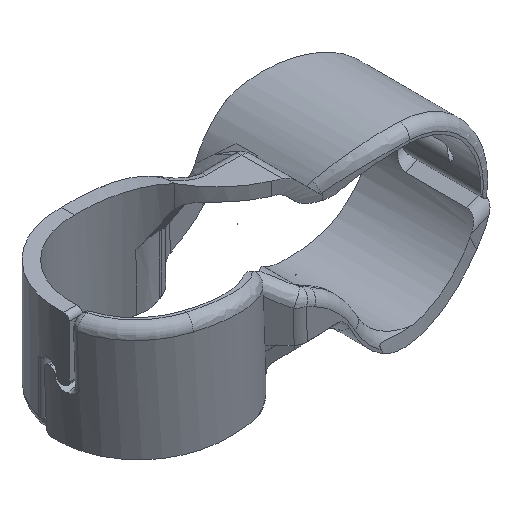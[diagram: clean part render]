
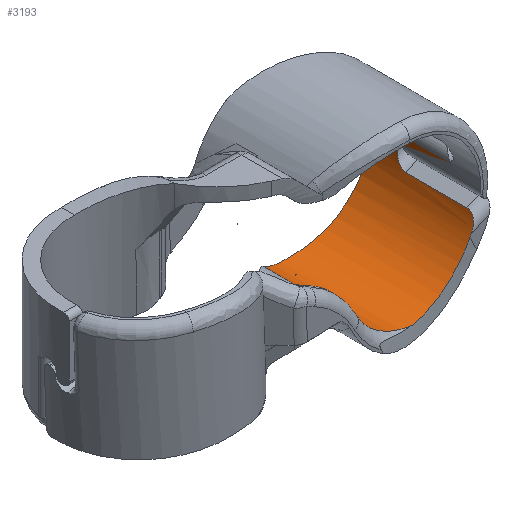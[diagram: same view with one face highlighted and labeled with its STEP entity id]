
A CAD part, isometric view. The second image highlights one B-rep face of the part: STEP entity #3193.
In plain terms, the highlighted cylindrical face has radius 14 mm (diameter 28 mm), a partial arc.
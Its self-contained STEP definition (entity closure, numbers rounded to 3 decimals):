
#243=CARTESIAN_POINT('',(33.217,18.696,4.617));
#244=VERTEX_POINT('',#243);
#245=CARTESIAN_POINT('',(31.978,20.696,7.248));
#246=VERTEX_POINT('',#245);
#247=CARTESIAN_POINT('',(33.217,18.696,4.617));
#248=CARTESIAN_POINT('',(33.217,18.939,4.617));
#249=CARTESIAN_POINT('',(33.197,19.193,4.676));
#250=CARTESIAN_POINT('',(33.116,19.648,4.897));
#251=CARTESIAN_POINT('',(33.055,19.849,5.059));
#252=CARTESIAN_POINT('',(32.876,20.253,5.505));
#253=CARTESIAN_POINT('',(32.728,20.431,5.845));
#254=CARTESIAN_POINT('',(32.379,20.653,6.552));
#255=CARTESIAN_POINT('',(32.177,20.696,6.919));
#256=CARTESIAN_POINT('',(31.978,20.696,7.248));
#257=B_SPLINE_CURVE_WITH_KNOTS('',3,(#247,#248,#249,#250,#251,#252,#253,#254,#255,#256),.UNSPECIFIED.,.F.,.U.,(4,2,2,2,4),(0.84,0.913,0.986,1.101,1.216),.UNSPECIFIED.);
#258=EDGE_CURVE('',#244,#246,#257,.T.);
#306=CARTESIAN_POINT('',(33.217,7.,4.617));
#307=VERTEX_POINT('',#306);
#314=CARTESIAN_POINT('',(33.217,18.696,4.617));
#315=DIRECTION('',(0.0,-1.0,0.0));
#316=VECTOR('',#315,11.696);
#317=LINE('',#314,#316);
#318=EDGE_CURVE('',#244,#307,#317,.T.);
#581=CARTESIAN_POINT('',(33.956,6.732,1.108));
#582=VERTEX_POINT('',#581);
#589=CARTESIAN_POINT('',(33.821,5.,2.235));
#590=VERTEX_POINT('',#589);
#591=CARTESIAN_POINT('',(33.956,6.732,1.108));
#592=CARTESIAN_POINT('',(33.956,6.484,1.108));
#593=CARTESIAN_POINT('',(33.952,6.222,1.162));
#594=CARTESIAN_POINT('',(33.932,5.744,1.377));
#595=CARTESIAN_POINT('',(33.916,5.528,1.538));
#596=CARTESIAN_POINT('',(33.876,5.219,1.867));
#597=CARTESIAN_POINT('',(33.851,5.096,2.043));
#598=CARTESIAN_POINT('',(33.821,5.,2.235));
#599=B_SPLINE_CURVE_WITH_KNOTS('',3,(#591,#592,#593,#594,#595,#596,#597,#598),.UNSPECIFIED.,.F.,.U.,(4,2,2,4),(0.0,0.074,0.149,0.21),.UNSPECIFIED.);
#600=EDGE_CURVE('',#590,#582,#599,.F.);
#618=CARTESIAN_POINT('',(33.821,5.,2.235));
#619=CARTESIAN_POINT('',(33.771,5.,2.538));
#620=CARTESIAN_POINT('',(33.708,5.055,2.861));
#621=CARTESIAN_POINT('',(33.569,5.277,3.463));
#622=CARTESIAN_POINT('',(33.493,5.443,3.741));
#623=CARTESIAN_POINT('',(33.372,5.807,4.149));
#624=CARTESIAN_POINT('',(33.318,6.016,4.32));
#625=CARTESIAN_POINT('',(33.239,6.486,4.554));
#626=CARTESIAN_POINT('',(33.217,6.748,4.617));
#627=CARTESIAN_POINT('',(33.217,7.,4.617));
#628=B_SPLINE_CURVE_WITH_KNOTS('',3,(#618,#619,#620,#621,#622,#623,#624,#625,#626,#627),.UNSPECIFIED.,.F.,.U.,(4,2,2,2,4),(-0.336,-0.244,-0.151,-0.076,0.0),.UNSPECIFIED.);
#629=EDGE_CURVE('',#590,#307,#628,.T.);
#640=CARTESIAN_POINT('',(34.,15.0,0.018));
#641=VERTEX_POINT('',#640);
#642=CARTESIAN_POINT('',(33.956,13.268,1.108));
#643=VERTEX_POINT('',#642);
#644=CARTESIAN_POINT('',(34.,15.0,0.018));
#645=CARTESIAN_POINT('',(34.,14.907,0.191));
#646=CARTESIAN_POINT('',(33.996,14.791,0.35));
#647=CARTESIAN_POINT('',(33.985,14.49,0.669));
#648=CARTESIAN_POINT('',(33.976,14.271,0.832));
#649=CARTESIAN_POINT('',(33.961,13.786,1.052));
#650=CARTESIAN_POINT('',(33.956,13.52,1.108));
#651=CARTESIAN_POINT('',(33.956,13.268,1.108));
#652=B_SPLINE_CURVE_WITH_KNOTS('',3,(#644,#645,#646,#647,#648,#649,#650,#651),.UNSPECIFIED.,.F.,.U.,(4,2,2,4),(0.411,0.467,0.543,0.618),.UNSPECIFIED.);
#653=EDGE_CURVE('',#641,#643,#652,.T.);
#679=CARTESIAN_POINT('',(33.956,6.732,1.108));
#680=DIRECTION('',(0.0,1.0,0.0));
#681=VECTOR('',#680,6.536);
#682=LINE('',#679,#681);
#683=EDGE_CURVE('',#582,#643,#682,.T.);
#703=CARTESIAN_POINT('',(33.984,14.895,-0.662));
#704=VERTEX_POINT('',#703);
#712=CARTESIAN_POINT('',(33.984,14.895,-0.662));
#713=CARTESIAN_POINT('',(33.995,14.967,-0.438));
#714=CARTESIAN_POINT('',(34.,15.,-0.204));
#715=CARTESIAN_POINT('',(34.,15.,0.018));
#716=B_SPLINE_CURVE_WITH_KNOTS('',3,(#712,#713,#714,#715),.UNSPECIFIED.,.F.,.U.,(4,4),(0.87,0.936),.UNSPECIFIED.);
#717=EDGE_CURVE('',#704,#641,#716,.T.);
#748=CARTESIAN_POINT('',(33.984,0.0,-0.662));
#749=VERTEX_POINT('',#748);
#757=CARTESIAN_POINT('',(33.984,0.0,-0.662));
#758=DIRECTION('',(0.0,1.0,0.0));
#759=VECTOR('',#758,14.895);
#760=LINE('',#757,#759);
#761=EDGE_CURVE('',#749,#704,#760,.T.);
#782=CARTESIAN_POINT('',(20.459,0.0,13.992));
#783=VERTEX_POINT('',#782);
#790=CARTESIAN_POINT('',(20.0,0.0,0.0));
#791=DIRECTION('',(0.0,1.0,0.0));
#792=DIRECTION('',(1.0,0.0,0.0));
#793=AXIS2_PLACEMENT_3D('',#790,#791,#792);
#794=CIRCLE('',#793,14.);
#795=EDGE_CURVE('',#783,#749,#794,.T.);
#847=CARTESIAN_POINT('',(31.676,20.696,7.724));
#848=VERTEX_POINT('',#847);
#849=CARTESIAN_POINT('',(20.0,20.696,0.0));
#850=DIRECTION('',(0.0,1.0,0.0));
#851=DIRECTION('',(1.0,0.0,0.0));
#852=AXIS2_PLACEMENT_3D('',#849,#850,#851);
#853=CIRCLE('',#852,14.);
#854=EDGE_CURVE('',#848,#246,#853,.T.);
#1939=CARTESIAN_POINT('',(9.984,2.962,9.782));
#1940=VERTEX_POINT('',#1939);
#1950=CARTESIAN_POINT('',(9.984,2.962,9.782));
#1951=CARTESIAN_POINT('',(10.017,2.942,9.815));
#1952=CARTESIAN_POINT('',(10.049,2.922,9.848));
#1953=CARTESIAN_POINT('',(11.278,2.177,11.081));
#1954=CARTESIAN_POINT('',(12.806,1.435,12.154));
#1955=CARTESIAN_POINT('',(15.384,0.634,13.25));
#1956=CARTESIAN_POINT('',(16.291,0.417,13.533));
#1957=CARTESIAN_POINT('',(18.138,0.113,13.908));
#1958=CARTESIAN_POINT('',(19.079,0.026,14.));
#1959=CARTESIAN_POINT('',(20.152,0.002,14.));
#1960=CARTESIAN_POINT('',(20.305,0.,13.998));
#1961=CARTESIAN_POINT('',(20.459,0.,13.992));
#1962=B_SPLINE_CURVE_WITH_KNOTS('',3,(#1950,#1951,#1952,#1953,#1954,#1955,#1956,#1957,#1958,#1959,#1960,#1961),.UNSPECIFIED.,.F.,.U.,(4,2,2,2,2,4),(-3.319,-3.304,-2.751,-2.475,-2.198,-2.152),.UNSPECIFIED.);
#1963=EDGE_CURVE('',#1940,#783,#1962,.T.);
#2072=CARTESIAN_POINT('',(18.122,23.,13.874));
#2073=VERTEX_POINT('',#2072);
#2097=CARTESIAN_POINT('',(7.328,23.0,5.952));
#2098=VERTEX_POINT('',#2097);
#2099=CARTESIAN_POINT('',(20.0,23.0,0.0));
#2100=DIRECTION('',(0.0,-1.0,0.0));
#2101=DIRECTION('',(-0.901,0.0,0.433));
#2102=AXIS2_PLACEMENT_3D('',#2099,#2100,#2101);
#2103=CIRCLE('',#2102,14.);
#2104=EDGE_CURVE('',#2073,#2098,#2103,.T.);
#3134=CARTESIAN_POINT('',(18.122,23.,13.874));
#3135=CARTESIAN_POINT('',(18.811,22.851,13.967));
#3136=CARTESIAN_POINT('',(19.511,22.701,14.009));
#3137=CARTESIAN_POINT('',(22.087,22.164,13.97));
#3138=CARTESIAN_POINT('',(23.961,21.802,13.546));
#3139=CARTESIAN_POINT('',(27.194,21.25,12.136));
#3140=CARTESIAN_POINT('',(28.771,21.022,11.071));
#3141=CARTESIAN_POINT('',(30.665,20.796,9.11));
#3142=CARTESIAN_POINT('',(31.206,20.74,8.435));
#3143=CARTESIAN_POINT('',(31.676,20.696,7.724));
#3144=B_SPLINE_CURVE_WITH_KNOTS('',3,(#3134,#3135,#3136,#3137,#3138,#3139,#3140,#3141,#3142,#3143),.UNSPECIFIED.,.F.,.U.,(4,2,2,2,4),(1.397,1.599,2.14,2.67,2.914),.UNSPECIFIED.);
#3145=EDGE_CURVE('',#2073,#848,#3144,.T.);
#3150=CARTESIAN_POINT('',(20.0,0.0,0.0));
#3151=DIRECTION('',(0.0,1.0,0.0));
#3152=DIRECTION('',(1.0,0.0,0.0));
#3153=AXIS2_PLACEMENT_3D('',#3150,#3151,#3152);
#3154=CYLINDRICAL_SURFACE('',#3153,14.);
#3155=ORIENTED_EDGE('',*,*,#258,.F.);
#3156=ORIENTED_EDGE('',*,*,#318,.T.);
#3157=ORIENTED_EDGE('',*,*,#629,.F.);
#3158=ORIENTED_EDGE('',*,*,#600,.T.);
#3159=ORIENTED_EDGE('',*,*,#683,.T.);
#3160=ORIENTED_EDGE('',*,*,#653,.F.);
#3161=ORIENTED_EDGE('',*,*,#717,.F.);
#3162=ORIENTED_EDGE('',*,*,#761,.F.);
#3163=ORIENTED_EDGE('',*,*,#795,.F.);
#3164=ORIENTED_EDGE('',*,*,#1963,.F.);
#3165=CARTESIAN_POINT('',(9.984,13.592,9.782));
#3166=VERTEX_POINT('',#3165);
#3167=CARTESIAN_POINT('',(9.984,13.592,9.782));
#3168=DIRECTION('',(0.0,-1.0,0.0));
#3169=VECTOR('',#3168,10.629);
#3170=LINE('',#3167,#3169);
#3171=EDGE_CURVE('',#3166,#1940,#3170,.T.);
#3172=ORIENTED_EDGE('',*,*,#3171,.F.);
#3173=CARTESIAN_POINT('',(7.328,19.315,5.952));
#3174=VERTEX_POINT('',#3173);
#3175=CARTESIAN_POINT('',(20.0,28.21,0.0));
#3176=DIRECTION('',(0.0,0.556,0.831));
#3177=DIRECTION('',(0.0,0.831,-0.556));
#3178=AXIS2_PLACEMENT_3D('',#3175,#3176,#3177);
#3179=ELLIPSE('',#3178,25.175,14.);
#3180=EDGE_CURVE('',#3174,#3166,#3179,.T.);
#3181=ORIENTED_EDGE('',*,*,#3180,.F.);
#3182=CARTESIAN_POINT('',(7.328,23.0,5.952));
#3183=DIRECTION('',(0.0,-1.0,0.0));
#3184=VECTOR('',#3183,3.685);
#3185=LINE('',#3182,#3184);
#3186=EDGE_CURVE('',#2098,#3174,#3185,.T.);
#3187=ORIENTED_EDGE('',*,*,#3186,.F.);
#3188=ORIENTED_EDGE('',*,*,#2104,.F.);
#3189=ORIENTED_EDGE('',*,*,#3145,.T.);
#3190=ORIENTED_EDGE('',*,*,#854,.T.);
#3191=EDGE_LOOP('',(#3155,#3156,#3157,#3158,#3159,#3160,#3161,#3162,#3163,#3164,#3172,#3181,#3187,#3188,#3189,#3190));
#3192=FACE_OUTER_BOUND('',#3191,.T.);
#3193=ADVANCED_FACE('',(#3192),#3154,.F.);
